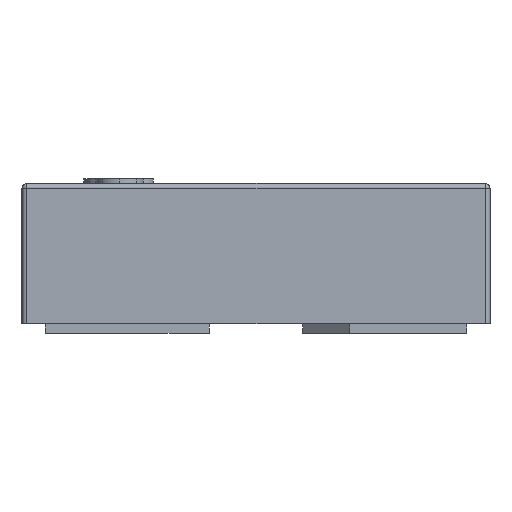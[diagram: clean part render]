
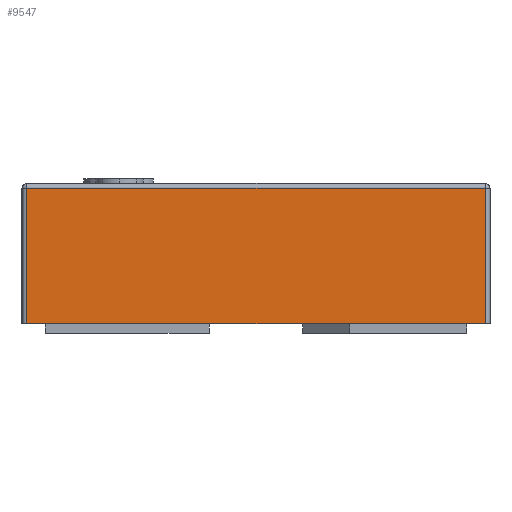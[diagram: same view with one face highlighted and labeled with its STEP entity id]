
A CAD part, left-side view. The second image highlights one B-rep face of the part: STEP entity #9547.
In plain terms, the highlighted planar face has unit normal (-1, 0, 0).
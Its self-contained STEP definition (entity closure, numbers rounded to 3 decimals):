
#71 = VERTEX_POINT ( 'NONE', #1882 ) ;
#873 = DIRECTION ( 'NONE',  ( 0., 1., 0. ) ) ;
#1137 = FACE_OUTER_BOUND ( 'NONE', #8096, .T. ) ;
#1882 = CARTESIAN_POINT ( 'NONE',  ( -0.6, 0.49, -0.01 ) ) ;
#1904 = VECTOR ( 'NONE', #3564, 1000. ) ;
#2336 = DIRECTION ( 'NONE',  ( 0., 0., -1. ) ) ;
#3564 = DIRECTION ( 'NONE',  ( 0., -1., 0. ) ) ;
#4793 = CARTESIAN_POINT ( 'NONE',  ( -0.6, 0.5, -0.01 ) ) ;
#5059 = EDGE_CURVE ( 'NONE', #12705, #6123, #7499, .T. ) ;
#5256 = VECTOR ( 'NONE', #873, 1000. ) ;
#5653 = LINE ( 'NONE', #8218, #16284 ) ;
#5879 = ORIENTED_EDGE ( 'NONE', *, *, #14398, .T. ) ;
#6123 = VERTEX_POINT ( 'NONE', #12308 ) ;
#7316 = EDGE_CURVE ( 'NONE', #6123, #15267, #5653, .T. ) ;
#7499 = LINE ( 'NONE', #13081, #1904 ) ;
#7673 = CARTESIAN_POINT ( 'NONE',  ( -0.6, 0.49, -0.3 ) ) ;
#8096 = EDGE_LOOP ( 'NONE', ( #14426, #5879, #14311, #11251 ) ) ;
#8172 = EDGE_CURVE ( 'NONE', #15267, #71, #11146, .T. ) ;
#8218 = CARTESIAN_POINT ( 'NONE',  ( -0.6, -0.49, -0.3 ) ) ;
#8919 = CARTESIAN_POINT ( 'NONE',  ( -0.6, 0.49, -0.3 ) ) ;
#9228 = AXIS2_PLACEMENT_3D ( 'NONE', #10458, #12057, #14405 ) ;
#9547 = ADVANCED_FACE ( 'NONE', ( #1137 ), #12757, .T. ) ;
#10458 = CARTESIAN_POINT ( 'NONE',  ( -0.6, 0.5, -0.3 ) ) ;
#11146 = LINE ( 'NONE', #4793, #5256 ) ;
#11251 = ORIENTED_EDGE ( 'NONE', *, *, #7316, .T. ) ;
#11480 = VECTOR ( 'NONE', #2336, 1000. ) ;
#11594 = CARTESIAN_POINT ( 'NONE',  ( -0.6, -0.49, -0.01 ) ) ;
#12057 = DIRECTION ( 'NONE',  ( -1., 0., 0. ) ) ;
#12308 = CARTESIAN_POINT ( 'NONE',  ( -0.6, -0.49, -0.3 ) ) ;
#12705 = VERTEX_POINT ( 'NONE', #7673 ) ;
#12757 = PLANE ( 'NONE',  #9228 ) ;
#12957 = LINE ( 'NONE', #8919, #11480 ) ;
#13081 = CARTESIAN_POINT ( 'NONE',  ( -0.6, 0.5, -0.3 ) ) ;
#13495 = DIRECTION ( 'NONE',  ( 0., 0., 1. ) ) ;
#14311 = ORIENTED_EDGE ( 'NONE', *, *, #5059, .T. ) ;
#14398 = EDGE_CURVE ( 'NONE', #71, #12705, #12957, .T. ) ;
#14405 = DIRECTION ( 'NONE',  ( 0., -1., 0. ) ) ;
#14426 = ORIENTED_EDGE ( 'NONE', *, *, #8172, .T. ) ;
#15267 = VERTEX_POINT ( 'NONE', #11594 ) ;
#16284 = VECTOR ( 'NONE', #13495, 1000. ) ;
